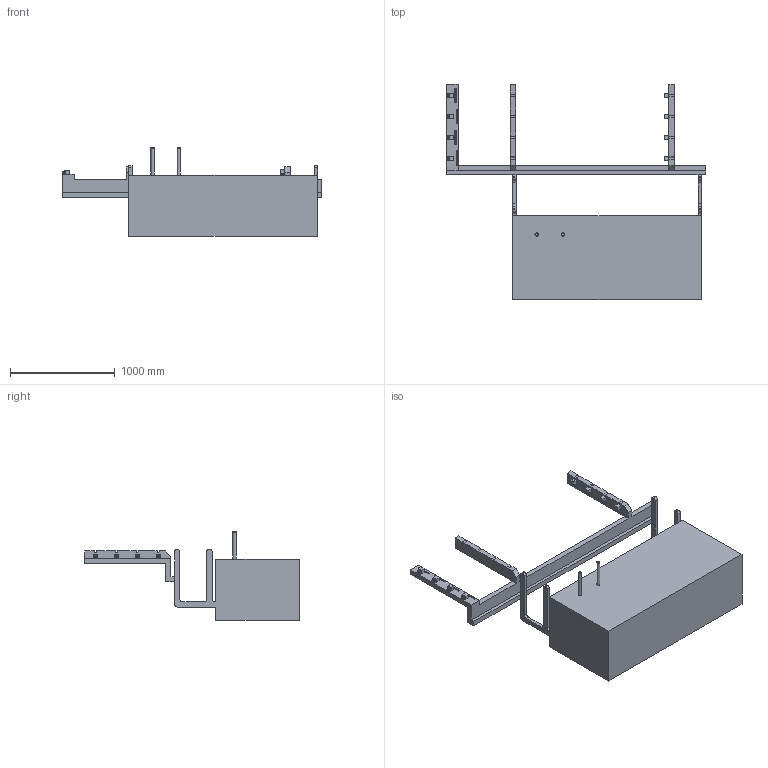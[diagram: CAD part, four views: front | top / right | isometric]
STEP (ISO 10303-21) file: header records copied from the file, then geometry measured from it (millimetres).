
FILE_DESCRIPTION(/* description */ (''),/* implementation_level */ '2;1');
FILE_NAME(/* name */ 'tray_rack_sensors.step',/* time_stamp */ '2024-10-23T14:26:26+03:00',/* author */ (''),/* organization */ (''),/* preprocessor_version */ 'ST-DEVELOPER v20',/* originating_system */ 'Autodesk Translation Framework v13.20.0.188',/* authorisation */ '');
FILE_SCHEMA (('AUTOMOTIVE_DESIGN { 1 0 10303 214 3 1 1 }'));
Length unit declared in the file: millimetre
Products named in the file (1): FusionComponent
Bounding box: 2476 x 2053.77 x 843 mm (x, y, z)
Volume: 884366804.9 mm3; surface area: 8661131.2 mm2
Topology: 1 solids, 17 shells, 1230 faces, 2919 edges, 1779 vertices
Faces by surface type: plane 538, cylinder 522, torus 82, bspline 48, sphere 32, cone 8
Full cylindrical faces by diameter (mm): 2 x16, 5.5 x16, 10 x8, 12 x16, 32 x2
Entity records: 35718 total; most frequent: CARTESIAN_POINT 6601, DIRECTION 6455, ORIENTED_EDGE 5838, EDGE_CURVE 2919, AXIS2_PLACEMENT_3D 2353, VERTEX_POINT 1779, LINE 1749, VECTOR 1749
